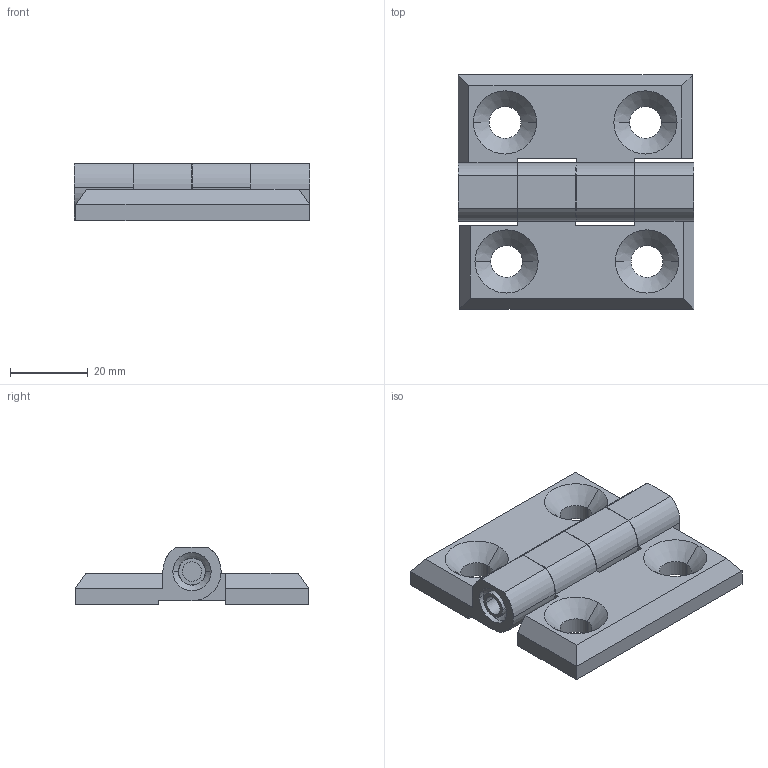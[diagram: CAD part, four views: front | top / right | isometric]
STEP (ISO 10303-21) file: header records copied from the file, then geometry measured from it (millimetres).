
FILE_DESCRIPTION (( 'STEP AP203' ), '1' );
FILE_NAME ('MY6060.1.2.4 .STEP', '2022-08-16T09:11:00', ( '' ), ( '' ), 'SwSTEP 2.0', 'SolidWorks 2021', '' );
FILE_SCHEMA (( 'CONFIG_CONTROL_DESIGN' ));
Length unit declared in the file: millimetre
Products named in the file (1): MY6060.1.2.4 
Bounding box: 60.4 x 60 x 14.7 mm (x, y, z)
Surface area: 13324.2 mm2 (no closed solid volume)
Topology: 0 solids, 4 shells, 167 faces, 476 edges, 318 vertices
Faces by surface type: plane 88, cylinder 40, bspline 29, cone 10
Entity records: 6834 total; most frequent: CARTESIAN_POINT 2503, ORIENTED_EDGE 918, DIRECTION 794, EDGE_CURVE 476, VERTEX_POINT 318, LINE 308, VECTOR 308, AXIS2_PLACEMENT_3D 243
